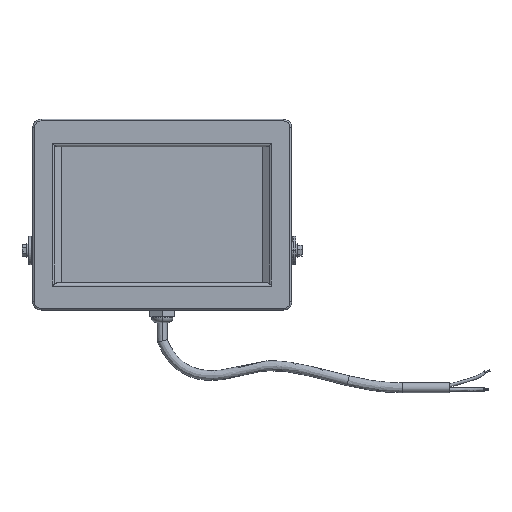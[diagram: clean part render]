
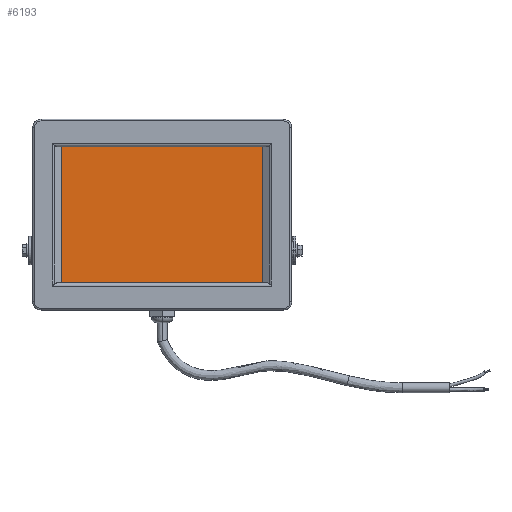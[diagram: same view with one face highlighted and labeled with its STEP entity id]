
A CAD part, top view. The second image highlights one B-rep face of the part: STEP entity #6193.
In plain terms, the highlighted planar face has unit normal (0, 0, 1).
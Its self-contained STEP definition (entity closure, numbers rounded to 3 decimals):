
#175 = CARTESIAN_POINT ( 'NONE',  ( -60.668, 41., 28.128 ) ) ;
#1259 = VECTOR ( 'NONE', #11892, 1000. ) ;
#1719 = CARTESIAN_POINT ( 'NONE',  ( 60.668, 41., 28.128 ) ) ;
#1845 = ORIENTED_EDGE ( 'NONE', *, *, #5595, .T. ) ;
#2533 = CARTESIAN_POINT ( 'NONE',  ( 60.668, -41., 28.128 ) ) ;
#2931 = CARTESIAN_POINT ( 'NONE',  ( -60.668, -41., 28.128 ) ) ;
#3002 = AXIS2_PLACEMENT_3D ( 'NONE', #11960, #10946, #14411 ) ;
#3794 = ORIENTED_EDGE ( 'NONE', *, *, #13675, .F. ) ;
#3950 = VERTEX_POINT ( 'NONE', #13358 ) ;
#4505 = LINE ( 'NONE', #13259, #1259 ) ;
#4552 = LINE ( 'NONE', #2931, #4921 ) ;
#4848 = ORIENTED_EDGE ( 'NONE', *, *, #12430, .T. ) ;
#4921 = VECTOR ( 'NONE', #13596, 1000. ) ;
#5242 = VERTEX_POINT ( 'NONE', #11677 ) ;
#5595 = EDGE_CURVE ( 'NONE', #15275, #5242, #4552, .T. ) ;
#5669 = LINE ( 'NONE', #2533, #13768 ) ;
#6193 = ADVANCED_FACE ( 'NONE', ( #10052 ), #10846, .F. ) ;
#8157 = VERTEX_POINT ( 'NONE', #14739 ) ;
#9121 = ORIENTED_EDGE ( 'NONE', *, *, #13745, .F. ) ;
#9938 = EDGE_LOOP ( 'NONE', ( #1845, #9121, #3794, #4848 ) ) ;
#10052 = FACE_OUTER_BOUND ( 'NONE', #9938, .T. ) ;
#10846 = PLANE ( 'NONE',  #3002 ) ;
#10946 = DIRECTION ( 'NONE',  ( 0., 0., -1. ) ) ;
#11677 = CARTESIAN_POINT ( 'NONE',  ( -60.668, -41., 28.128 ) ) ;
#11770 = LINE ( 'NONE', #1719, #14397 ) ;
#11892 = DIRECTION ( 'NONE',  ( 0., -1., 0. ) ) ;
#11960 = CARTESIAN_POINT ( 'NONE',  ( 60.668, -41., 28.128 ) ) ;
#12430 = EDGE_CURVE ( 'NONE', #8157, #15275, #11770, .T. ) ;
#13259 = CARTESIAN_POINT ( 'NONE',  ( 60.668, -41., 28.128 ) ) ;
#13358 = CARTESIAN_POINT ( 'NONE',  ( 60.668, -41., 28.128 ) ) ;
#13596 = DIRECTION ( 'NONE',  ( 0., -1., 0. ) ) ;
#13675 = EDGE_CURVE ( 'NONE', #8157, #3950, #4505, .T. ) ;
#13745 = EDGE_CURVE ( 'NONE', #3950, #5242, #5669, .T. ) ;
#13768 = VECTOR ( 'NONE', #14664, 1000. ) ;
#13895 = DIRECTION ( 'NONE',  ( -1., 0., 0. ) ) ;
#14397 = VECTOR ( 'NONE', #13895, 1000. ) ;
#14411 = DIRECTION ( 'NONE',  ( -1., 0., 0. ) ) ;
#14664 = DIRECTION ( 'NONE',  ( -1., 0., 0. ) ) ;
#14739 = CARTESIAN_POINT ( 'NONE',  ( 60.668, 41., 28.128 ) ) ;
#15275 = VERTEX_POINT ( 'NONE', #175 ) ;
